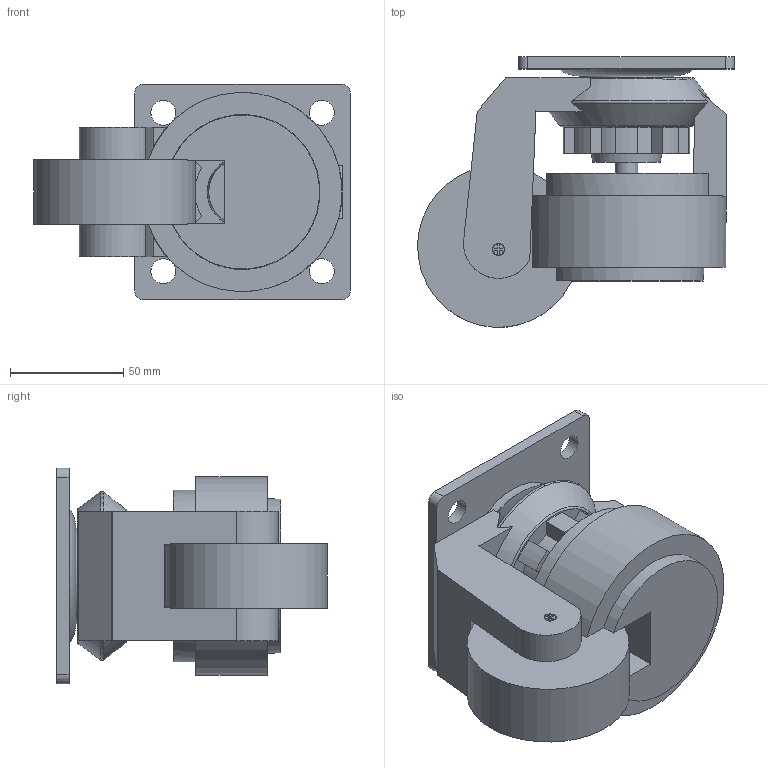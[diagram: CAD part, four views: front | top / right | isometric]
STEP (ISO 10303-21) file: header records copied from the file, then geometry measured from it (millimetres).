
FILE_DESCRIPTION( ( 'STEP AP214' ), '1' );
FILE_NAME( 'SK6-B75120P-X.stp', '2023-05-08T00:59:45', ( 'License CC BY-ND 4.0' ), ( 'CADENAS' ), ' ', 'PARTsolutions', ' ' );
FILE_SCHEMA( ( 'AUTOMOTIVE_DESIGN { 1 0 10303 214 1 1 1 1 }' ) );
Length unit declared in the file: millimetre
Products named in the file (1): _SK6-B75120P-X
Bounding box: 139.93 x 119.43 x 95.3 mm (x, y, z)
Volume: 597850.5 mm3; surface area: 84808.4 mm2
Topology: 1 solids, 1 shells, 151 faces, 426 edges, 283 vertices
Faces by surface type: plane 96, cylinder 46, torus 5, cone 4
Full cylindrical faces by diameter (mm): 5.42 x2, 10 x1, 11 x4, 32 x1, 42.182 x1, 71.5 x1
Entity records: 6140 total; most frequent: CARTESIAN_POINT 960, ORIENTED_EDGE 820, DIRECTION 814, EDGE_CURVE 410, VERTEX_POINT 281, AXIS2_PLACEMENT_3D 273, LINE 268, VECTOR 268
